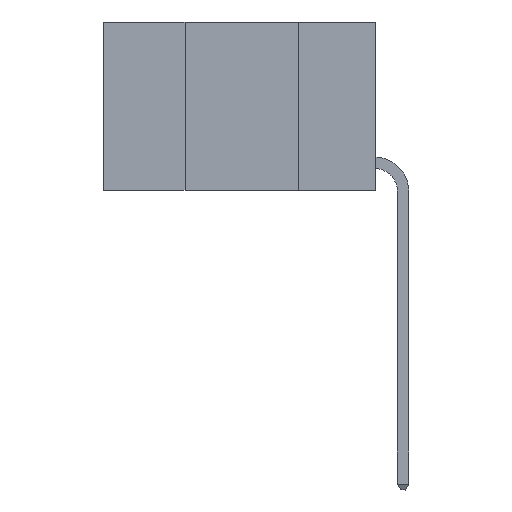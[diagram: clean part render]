
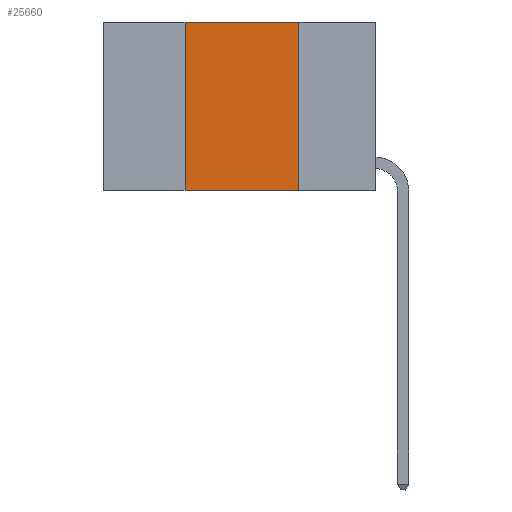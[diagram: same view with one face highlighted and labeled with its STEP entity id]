
A CAD part, left-side view. The second image highlights one B-rep face of the part: STEP entity #25660.
In plain terms, the highlighted planar face has unit normal (-1, 0, 0).
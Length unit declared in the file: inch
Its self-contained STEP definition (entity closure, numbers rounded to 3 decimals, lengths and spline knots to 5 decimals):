
#345 = LINE ( 'NONE', #22117, #8202 ) ;
#642 = DIRECTION ( 'NONE',  ( 0., 0., -1. ) ) ;
#1325 = CARTESIAN_POINT ( 'NONE',  ( 0., 0.17, -0.37 ) ) ;
#1716 = CARTESIAN_POINT ( 'NONE',  ( 0., 0.6, 0. ) ) ;
#2164 = CARTESIAN_POINT ( 'NONE',  ( 0., 0.42, 0. ) ) ;
#2966 = ORIENTED_EDGE ( 'NONE', *, *, #12659, .F. ) ;
#5100 = VECTOR ( 'NONE', #642, 39.37008 ) ;
#5797 = EDGE_CURVE ( 'NONE', #25149, #6774, #12094, .T. ) ;
#6774 = VERTEX_POINT ( 'NONE', #12548 ) ;
#7470 = EDGE_CURVE ( 'NONE', #6774, #21406, #345, .T. ) ;
#7732 = ORIENTED_EDGE ( 'NONE', *, *, #7470, .F. ) ;
#8202 = VECTOR ( 'NONE', #23929, 39.37008 ) ;
#8701 = LINE ( 'NONE', #12496, #14504 ) ;
#9221 = ORIENTED_EDGE ( 'NONE', *, *, #23417, .T. ) ;
#10125 = DIRECTION ( 'NONE',  ( 0., 0., 1. ) ) ;
#11406 = EDGE_LOOP ( 'NONE', ( #2966, #7732, #21096, #9221 ) ) ;
#12094 = LINE ( 'NONE', #2164, #12538 ) ;
#12496 = CARTESIAN_POINT ( 'NONE',  ( 0., 0.6, -0.37 ) ) ;
#12526 = CARTESIAN_POINT ( 'NONE',  ( 0., 0.17, 0. ) ) ;
#12538 = VECTOR ( 'NONE', #10125, 39.37008 ) ;
#12548 = CARTESIAN_POINT ( 'NONE',  ( 0., 0.42, 0. ) ) ;
#12659 = EDGE_CURVE ( 'NONE', #21406, #18556, #24093, .T. ) ;
#13980 = FACE_OUTER_BOUND ( 'NONE', #11406, .T. ) ;
#14504 = VECTOR ( 'NONE', #24442, 39.37008 ) ;
#14621 = AXIS2_PLACEMENT_3D ( 'NONE', #1716, #15671, #23739 ) ;
#15671 = DIRECTION ( 'NONE',  ( 1., 0., 0. ) ) ;
#18556 = VERTEX_POINT ( 'NONE', #1325 ) ;
#20942 = CARTESIAN_POINT ( 'NONE',  ( 0., 0.42, -0.37 ) ) ;
#21096 = ORIENTED_EDGE ( 'NONE', *, *, #5797, .F. ) ;
#21406 = VERTEX_POINT ( 'NONE', #21621 ) ;
#21621 = CARTESIAN_POINT ( 'NONE',  ( 0., 0.17, 0. ) ) ;
#22117 = CARTESIAN_POINT ( 'NONE',  ( 0., 0.6, 0. ) ) ;
#23417 = EDGE_CURVE ( 'NONE', #25149, #18556, #8701, .T. ) ;
#23600 = PLANE ( 'NONE',  #14621 ) ;
#23739 = DIRECTION ( 'NONE',  ( 0., 0., -1. ) ) ;
#23929 = DIRECTION ( 'NONE',  ( 0., -1., 0. ) ) ;
#24093 = LINE ( 'NONE', #12526, #5100 ) ;
#24442 = DIRECTION ( 'NONE',  ( 0., -1., 0. ) ) ;
#25149 = VERTEX_POINT ( 'NONE', #20942 ) ;
#25660 = ADVANCED_FACE ( 'NONE', ( #13980 ), #23600, .F. ) ;
